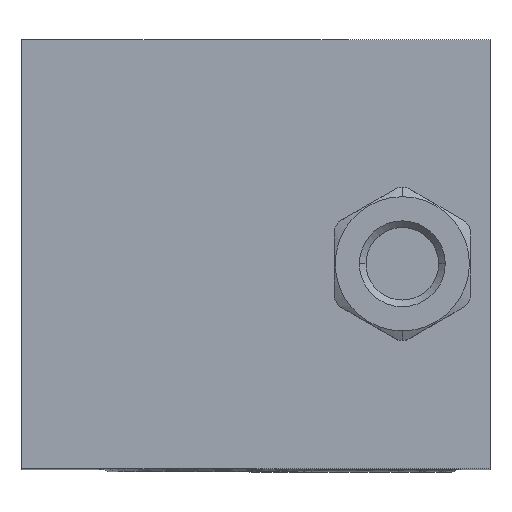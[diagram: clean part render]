
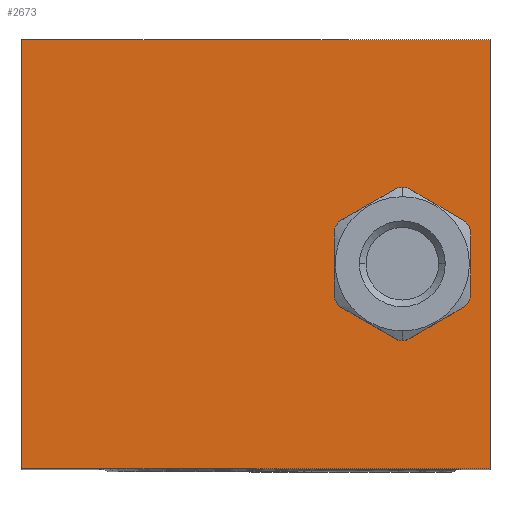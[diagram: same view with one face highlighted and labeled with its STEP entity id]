
A CAD part, top view. The second image highlights one B-rep face of the part: STEP entity #2673.
In plain terms, the highlighted planar face has unit normal (0, 0, 1).
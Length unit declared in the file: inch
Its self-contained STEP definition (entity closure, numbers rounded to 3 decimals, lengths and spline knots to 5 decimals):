
#163=DIRECTION('',(0.,-1.,0.));
#164=VECTOR('',#163,2.75);
#165=CARTESIAN_POINT('',(0.,0.,4.));
#166=LINE('',#165,#164);
#167=DIRECTION('',(-1.,0.,0.));
#168=VECTOR('',#167,3.);
#169=CARTESIAN_POINT('',(3.,0.,4.));
#170=LINE('',#169,#168);
#171=DIRECTION('',(0.,1.,0.));
#172=VECTOR('',#171,2.75);
#173=CARTESIAN_POINT('',(3.,-2.75,4.));
#174=LINE('',#173,#172);
#175=DIRECTION('',(1.,0.,0.));
#176=VECTOR('',#175,3.);
#177=CARTESIAN_POINT('',(0.,-2.75,4.));
#178=LINE('',#177,#176);
#179=CARTESIAN_POINT('',(2.438,-1.438,4.));
#180=DIRECTION('',(0.,0.,-1.));
#181=DIRECTION('',(-1.,0.,0.));
#182=AXIS2_PLACEMENT_3D('',#179,#180,#181);
#184=CARTESIAN_POINT('',(2.438,-1.438,4.));
#185=DIRECTION('',(0.,0.,-1.));
#186=DIRECTION('',(1.,0.,0.));
#187=AXIS2_PLACEMENT_3D('',#184,#185,#186);
#2169=CARTESIAN_POINT('',(0.,0.,4.));
#2170=CARTESIAN_POINT('',(0.,-2.75,4.));
#2171=VERTEX_POINT('',#2169);
#2172=VERTEX_POINT('',#2170);
#2173=CARTESIAN_POINT('',(3.,-2.75,4.));
#2174=VERTEX_POINT('',#2173);
#2175=CARTESIAN_POINT('',(3.,0.,4.));
#2176=VERTEX_POINT('',#2175);
#2482=CARTESIAN_POINT('',(2.8685,-1.438,4.));
#2483=VERTEX_POINT('',#2482);
#2492=CARTESIAN_POINT('',(2.0075,-1.438,4.));
#2493=VERTEX_POINT('',#2492);
#2656=CARTESIAN_POINT('',(0.,0.,4.));
#2657=DIRECTION('',(0.,0.,1.));
#2658=DIRECTION('',(1.,0.,0.));
#2659=AXIS2_PLACEMENT_3D('',#2656,#2657,#2658);
#2660=PLANE('',#2659);
#2661=ORIENTED_EDGE('',*,*,#2530,.F.);
#2662=ORIENTED_EDGE('',*,*,#2557,.F.);
#2663=ORIENTED_EDGE('',*,*,#2601,.F.);
#2664=ORIENTED_EDGE('',*,*,#2614,.F.);
#2665=EDGE_LOOP('',(#2661,#2662,#2663,#2664));
#2666=FACE_OUTER_BOUND('',#2665,.F.);
#2668=ORIENTED_EDGE('',*,*,#2667,.F.);
#2670=ORIENTED_EDGE('',*,*,#2669,.F.);
#2671=EDGE_LOOP('',(#2668,#2670));
#2672=FACE_BOUND('',#2671,.F.);
#2673=ADVANCED_FACE('',(#2666,#2672),#2660,.T.);
#183=CIRCLE('',#182,0.4305);
#188=CIRCLE('',#187,0.4305);
#2530=EDGE_CURVE('',#2171,#2172,#166,.T.);
#2557=EDGE_CURVE('',#2176,#2171,#170,.T.);
#2601=EDGE_CURVE('',#2174,#2176,#174,.T.);
#2614=EDGE_CURVE('',#2172,#2174,#178,.T.);
#2667=EDGE_CURVE('',#2493,#2483,#183,.T.);
#2669=EDGE_CURVE('',#2483,#2493,#188,.T.);
